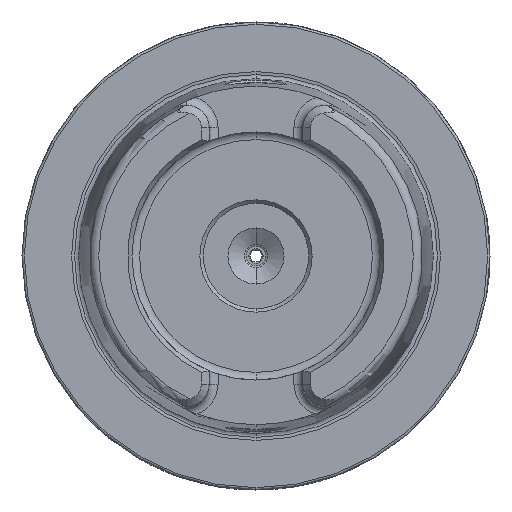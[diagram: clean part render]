
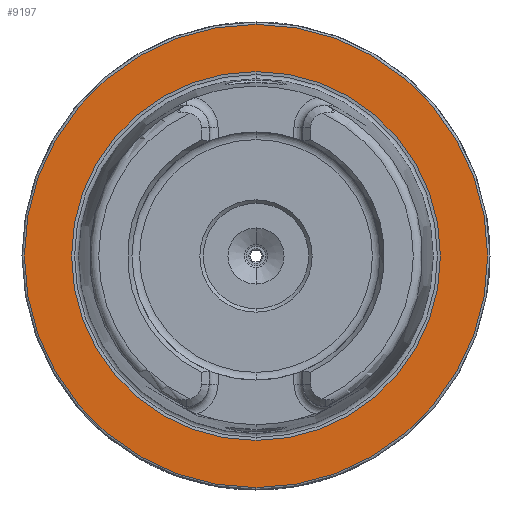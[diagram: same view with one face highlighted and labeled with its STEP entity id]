
A CAD part, left-side view. The second image highlights one B-rep face of the part: STEP entity #9197.
In plain terms, the highlighted planar face has unit normal (-1, 0, 0).
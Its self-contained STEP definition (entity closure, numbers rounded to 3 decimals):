
#371 = AXIS2_PLACEMENT_3D ( 'NONE', #4329, #1818, #7768 ) ;
#495 = FACE_BOUND ( 'NONE', #7523, .T. ) ;
#789 = DIRECTION ( 'NONE',  ( 0., 0., 1. ) ) ;
#1073 = ORIENTED_EDGE ( 'NONE', *, *, #10353, .F. ) ;
#1226 = CIRCLE ( 'NONE', #6409, 39.405 ) ;
#1253 = DIRECTION ( 'NONE',  ( -1., 0., 0. ) ) ;
#1573 = AXIS2_PLACEMENT_3D ( 'NONE', #2621, #8595, #3475 ) ;
#1818 = DIRECTION ( 'NONE',  ( 1., 0., 0. ) ) ;
#2572 = EDGE_CURVE ( 'NONE', #6916, #4054, #1226, .T. ) ;
#2584 = VERTEX_POINT ( 'NONE', #2938 ) ;
#2621 = CARTESIAN_POINT ( 'NONE',  ( 0., 0., 0. ) ) ;
#2698 = CARTESIAN_POINT ( 'NONE',  ( 0., 0., 0. ) ) ;
#2938 = CARTESIAN_POINT ( 'NONE',  ( 0., 0., -49.5 ) ) ;
#3475 = DIRECTION ( 'NONE',  ( 0., 0., 1. ) ) ;
#3547 = DIRECTION ( 'NONE',  ( 0., 0., 1. ) ) ;
#4054 = VERTEX_POINT ( 'NONE', #10071 ) ;
#4287 = DIRECTION ( 'NONE',  ( -1., 0., 0. ) ) ;
#4329 = CARTESIAN_POINT ( 'NONE',  ( 0., 49.5, 0. ) ) ;
#4568 = CIRCLE ( 'NONE', #1573, 49.5 ) ;
#4628 = EDGE_CURVE ( 'NONE', #5412, #2584, #7711, .T. ) ;
#4657 = CIRCLE ( 'NONE', #5416, 39.405 ) ;
#5412 = VERTEX_POINT ( 'NONE', #8716 ) ;
#5416 = AXIS2_PLACEMENT_3D ( 'NONE', #6300, #1253, #7175 ) ;
#5968 = EDGE_CURVE ( 'NONE', #2584, #5412, #4568, .T. ) ;
#6227 = EDGE_LOOP ( 'NONE', ( #8604, #10002 ) ) ;
#6300 = CARTESIAN_POINT ( 'NONE',  ( 0., 0., 0. ) ) ;
#6409 = AXIS2_PLACEMENT_3D ( 'NONE', #8992, #4287, #789 ) ;
#6891 = PLANE ( 'NONE',  #371 ) ;
#6916 = VERTEX_POINT ( 'NONE', #8662 ) ;
#7175 = DIRECTION ( 'NONE',  ( 0., 0., 1. ) ) ;
#7523 = EDGE_LOOP ( 'NONE', ( #9704, #1073 ) ) ;
#7711 = CIRCLE ( 'NONE', #10040, 49.5 ) ;
#7768 = DIRECTION ( 'NONE',  ( 0., 0., -1. ) ) ;
#8595 = DIRECTION ( 'NONE',  ( -1., 0., 0. ) ) ;
#8604 = ORIENTED_EDGE ( 'NONE', *, *, #4628, .T. ) ;
#8662 = CARTESIAN_POINT ( 'NONE',  ( 0., 0., 39.405 ) ) ;
#8677 = DIRECTION ( 'NONE',  ( -1., 0., 0. ) ) ;
#8716 = CARTESIAN_POINT ( 'NONE',  ( 0., 0., 49.5 ) ) ;
#8992 = CARTESIAN_POINT ( 'NONE',  ( 0., 0., 0. ) ) ;
#9197 = ADVANCED_FACE ( 'NONE', ( #495, #9282 ), #6891, .F. ) ;
#9282 = FACE_OUTER_BOUND ( 'NONE', #6227, .T. ) ;
#9704 = ORIENTED_EDGE ( 'NONE', *, *, #2572, .F. ) ;
#10002 = ORIENTED_EDGE ( 'NONE', *, *, #5968, .T. ) ;
#10040 = AXIS2_PLACEMENT_3D ( 'NONE', #2698, #8677, #3547 ) ;
#10071 = CARTESIAN_POINT ( 'NONE',  ( 0., 0., -39.405 ) ) ;
#10353 = EDGE_CURVE ( 'NONE', #4054, #6916, #4657, .T. ) ;
